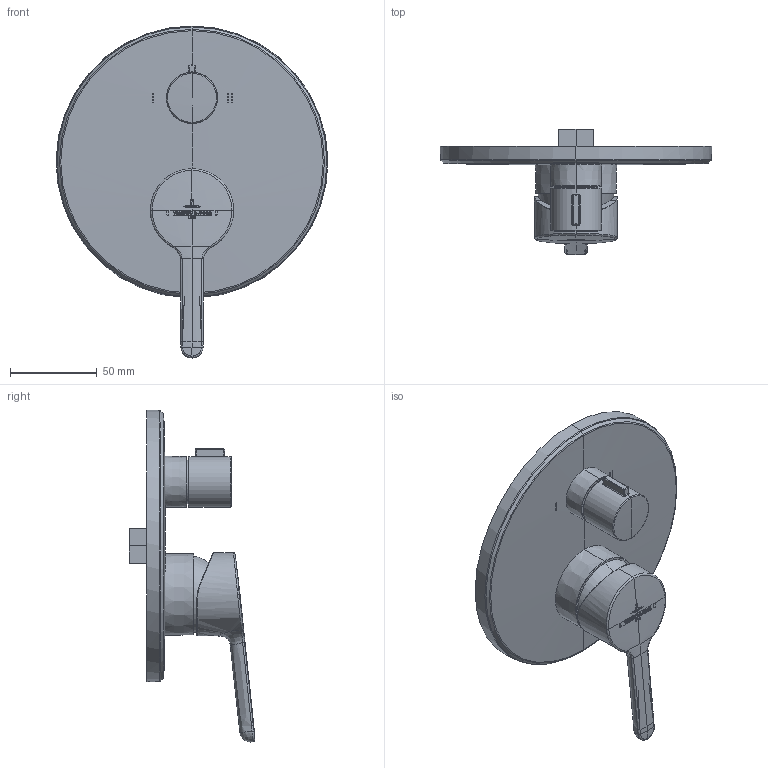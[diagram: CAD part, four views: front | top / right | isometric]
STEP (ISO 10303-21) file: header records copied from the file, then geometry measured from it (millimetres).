
FILE_DESCRIPTION((''),'2;1');
FILE_NAME('TVS116001000_3DPL','2025-02-20T11:49:52',('HristovG'),('IDEAL STANDARD BVBA'),'CREO PARAMETRIC BY PTC INC, 2024253','CREO PARAMETRIC BY PTC INC, 2024253','');
FILE_SCHEMA(('AP242_MANAGED_MODEL_BASED_3D_ENGINEERING_MIM_LF { 1 0 10303 442 1 1 4 }'));
Length unit declared in the file: millimetre
Products named in the file (1): TVS116001000_3DPL
Bounding box: 156.96 x 72.49 x 191.76 mm (x, y, z)
Volume: 305070.4 mm3; surface area: 57252.5 mm2
Topology: 1 solids, 4 shells, 444 faces, 1153 edges, 737 vertices
Faces by surface type: plane 173, bspline 117, extrusion 85, cylinder 32, torus 18, sphere 11, cone 8
Entity records: 26794 total; most frequent: CARTESIAN_POINT 12483, ORIENTED_EDGE 2286, DIRECTION 1171, EDGE_CURVE 1149, B_SPLINE_CURVE_WITH_KNOTS 774, VERTEX_POINT 737, FILL_AREA_STYLE_COLOUR 729, FILL_AREA_STYLE 729
